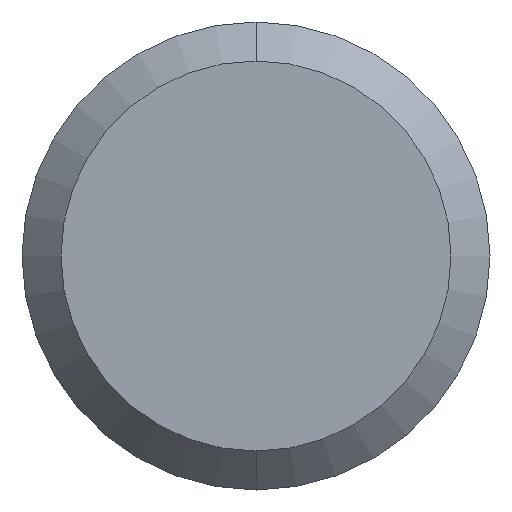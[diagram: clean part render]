
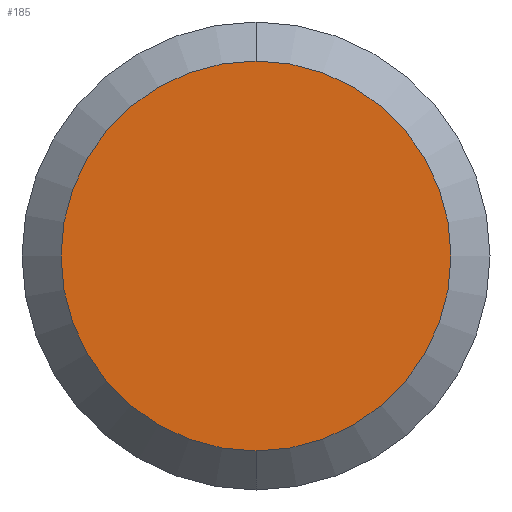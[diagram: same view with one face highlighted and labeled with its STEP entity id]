
A CAD part, front view. The second image highlights one B-rep face of the part: STEP entity #185.
In plain terms, the highlighted planar face has unit normal (0, -1, 0).
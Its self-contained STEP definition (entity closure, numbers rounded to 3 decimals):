
#14 = ORIENTED_EDGE ( 'NONE', *, *, #147, .T. ) ;
#28 = DIRECTION ( 'NONE',  ( 0., 1., 0. ) ) ;
#32 = DIRECTION ( 'NONE',  ( 0., -1., 0. ) ) ;
#50 = CARTESIAN_POINT ( 'NONE',  ( 0., 0., 0. ) ) ;
#97 = DIRECTION ( 'NONE',  ( 0., 0., 1. ) ) ;
#110 = DIRECTION ( 'NONE',  ( 0., -1., 0. ) ) ;
#118 = CIRCLE ( 'NONE', #221, 2.5 ) ;
#127 = AXIS2_PLACEMENT_3D ( 'NONE', #50, #28, #154 ) ;
#134 = AXIS2_PLACEMENT_3D ( 'NONE', #273, #32, #97 ) ;
#141 = DIRECTION ( 'NONE',  ( 0., 0., 1. ) ) ;
#147 = EDGE_CURVE ( 'NONE', #323, #321, #263, .T. ) ;
#154 = DIRECTION ( 'NONE',  ( 0., 0., 1. ) ) ;
#180 = FACE_OUTER_BOUND ( 'NONE', #291, .T. ) ;
#185 = ADVANCED_FACE ( 'NONE', ( #180 ), #201, .F. ) ;
#191 = CARTESIAN_POINT ( 'NONE',  ( 0., 0., 0. ) ) ;
#198 = ORIENTED_EDGE ( 'NONE', *, *, #322, .T. ) ;
#201 = PLANE ( 'NONE',  #127 ) ;
#218 = CARTESIAN_POINT ( 'NONE',  ( 0., 0., -2.5 ) ) ;
#221 = AXIS2_PLACEMENT_3D ( 'NONE', #191, #110, #141 ) ;
#263 = CIRCLE ( 'NONE', #134, 2.5 ) ;
#266 = CARTESIAN_POINT ( 'NONE',  ( 0., 0., 2.5 ) ) ;
#273 = CARTESIAN_POINT ( 'NONE',  ( 0., 0., 0. ) ) ;
#291 = EDGE_LOOP ( 'NONE', ( #14, #198 ) ) ;
#321 = VERTEX_POINT ( 'NONE', #218 ) ;
#322 = EDGE_CURVE ( 'NONE', #321, #323, #118, .T. ) ;
#323 = VERTEX_POINT ( 'NONE', #266 ) ;
